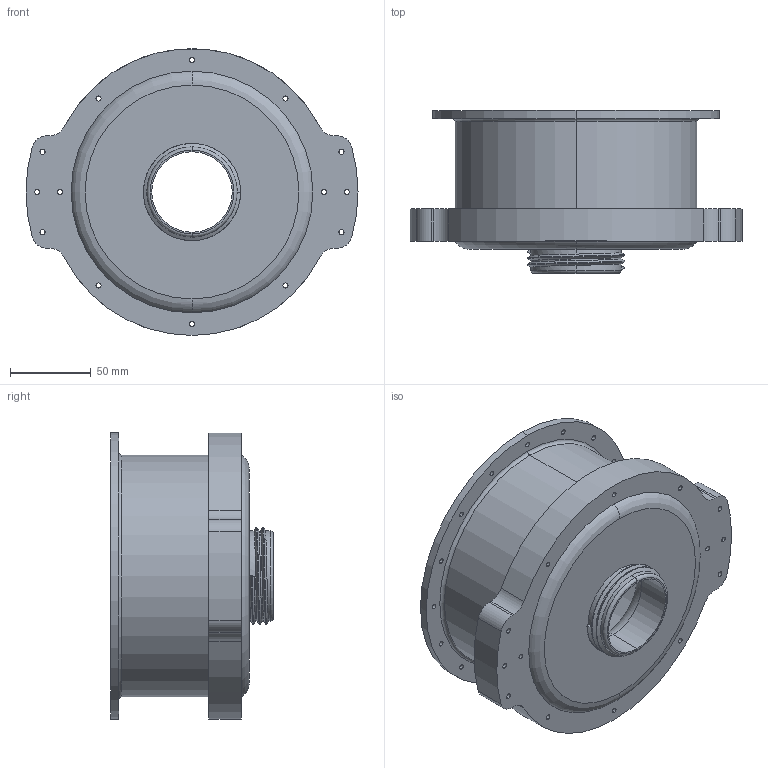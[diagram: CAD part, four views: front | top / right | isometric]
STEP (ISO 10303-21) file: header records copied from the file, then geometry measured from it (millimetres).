
FILE_DESCRIPTION (( 'STEP AP203' ), '1' );
FILE_NAME ('Gen1_filterbasket(circle)_bottom.STEP', '2024-10-14T10:08:34', ( '' ), ( '' ), 'SwSTEP 2.0', 'SolidWorks 2024', '' );
FILE_SCHEMA (( 'CONFIG_CONTROL_DESIGN' ));
Length unit declared in the file: millimetre
Products named in the file (1): Gen1_filterbasket(circle)_bottom
Bounding box: 206 x 101 x 178 mm (x, y, z)
Volume: 630522.4 mm3; surface area: 150524.2 mm2
Topology: 1 solids, 1 shells, 173 faces, 462 edges, 286 vertices
Faces by surface type: cylinder 113, torus 22, plane 21, bspline 11, sphere 6
Entity records: 6616 total; most frequent: CARTESIAN_POINT 2040, DIRECTION 1006, ORIENTED_EDGE 912, EDGE_CURVE 456, AXIS2_PLACEMENT_3D 428, VERTEX_POINT 286, CIRCLE 265, EDGE_LOOP 240
